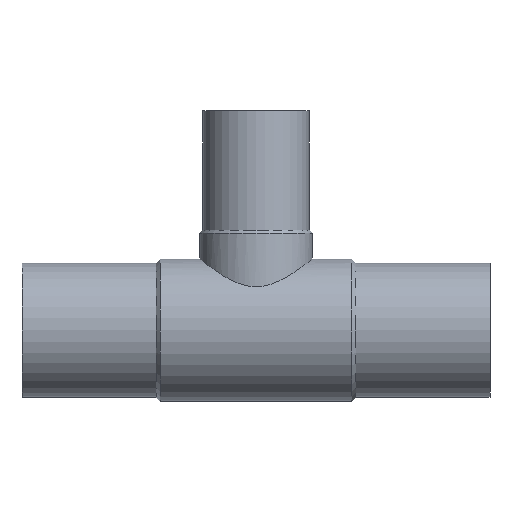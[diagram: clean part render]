
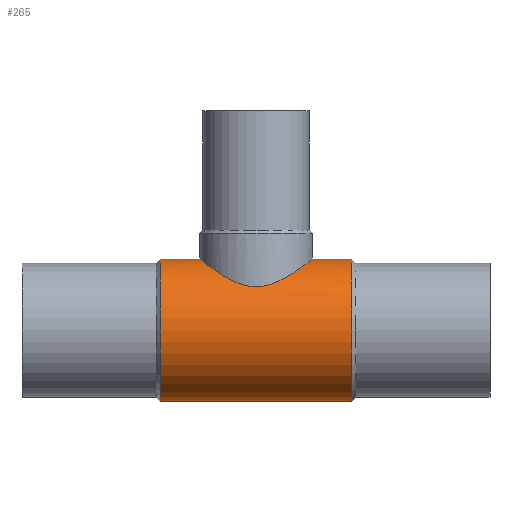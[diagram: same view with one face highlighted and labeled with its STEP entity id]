
A CAD part, top view. The second image highlights one B-rep face of the part: STEP entity #265.
In plain terms, the highlighted cylindrical face has radius 33.4 mm (diameter 66.8 mm), a partial arc.
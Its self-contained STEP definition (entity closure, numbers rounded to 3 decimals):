
#137 = VERTEX_POINT( '', #366 );
#149 = EDGE_CURVE( '', #291, #137, #379, .T. );
#171 = EDGE_CURVE( '', #217, #291, #402, .T. );
#199 = EDGE_CURVE( '', #303, #333, #431, .T. );
#207 = EDGE_CURVE( '', #257, #303, #441, .T. );
#217 = VERTEX_POINT( '', #452 );
#257 = VERTEX_POINT( '', #498 );
#265 = ADVANCED_FACE( '', ( #507 ), #508, .T. );
#279 = EDGE_CURVE( '', #137, #257, #522, .T. );
#291 = VERTEX_POINT( '', #534 );
#303 = VERTEX_POINT( '', #546 );
#333 = VERTEX_POINT( '', #586 );
#337 = EDGE_CURVE( '', #217, #333, #590, .T. );
#366 = CARTESIAN_POINT( '', ( -64.9, 33.4, 0. ) );
#379 = CIRCLE( '', #656, 33.4 );
#402 = LINE( '', #748, #749 );
#431 = LINE( '', #786, #787 );
#441 = B_SPLINE_CURVE_WITH_KNOTS( '', 3, ( #799, #800, #801, #802, #803, #804, #805, #806, #807, #808, #809, #810, #811, #812, #813, #814, #815, #816, #817, #818, #819, #820, #821, #822, #823, #824, #825, #826, #827, #828, #829, #830, #831, #832, #833, #834, #835, #836, #837, #838, #839, #840, #841, #842, #843, #844, #845, #846, #847, #848, #849, #850, #851, #852, #853, #854, #855, #856 ), .UNSPECIFIED., .F., .F., ( 4, 2, 2, 2, 2, 2, 2, 2, 2, 2, 2, 2, 2, 2, 2, 2, 2, 2, 2, 2, 2, 2, 2, 2, 2, 2, 2, 2, 4 ), ( 42.72, 45.35, 47.98, 50.61, 53.24, 55.87, 58.5, 61.13, 63.76, 66.47, 69.18, 74.6, 80.02, 82.73, 85.44, 88.15, 90.86, 96.28, 101.7, 104.41, 107.12, 109.75, 112.38, 115.009, 117.639, 120.269, 122.899, 125.529, 128.159 ), .UNSPECIFIED. );
#452 = CARTESIAN_POINT( '', ( -155.1, -33.4, 0. ) );
#498 = CARTESIAN_POINT( '', ( -83.5, 33.4, 0. ) );
#507 = FACE_OUTER_BOUND( '', #993, .T. );
#508 = CYLINDRICAL_SURFACE( '', #994, 33.4 );
#522 = LINE( '', #1017, #1018 );
#534 = CARTESIAN_POINT( '', ( -64.9, -33.4, 0. ) );
#546 = CARTESIAN_POINT( '', ( -136.5, 33.4, 0. ) );
#586 = CARTESIAN_POINT( '', ( -155.1, 33.4, 0. ) );
#590 = CIRCLE( '', #1126, 33.4 );
#656 = AXIS2_PLACEMENT_3D( '', #1166, #1167, #1168 );
#748 = CARTESIAN_POINT( '', ( -110., -33.4, 0. ) );
#749 = VECTOR( '', #1190, 1. );
#786 = CARTESIAN_POINT( '', ( -110., 33.4, 0. ) );
#787 = VECTOR( '', #1215, 1. );
#799 = CARTESIAN_POINT( '', ( -83.5, 33.4, 0. ) );
#800 = CARTESIAN_POINT( '', ( -83.5, 33.4, 0.877 ) );
#801 = CARTESIAN_POINT( '', ( -83.544, 33.365, 1.762 ) );
#802 = CARTESIAN_POINT( '', ( -83.721, 33.225, 3.532 ) );
#803 = CARTESIAN_POINT( '', ( -83.855, 33.119, 4.417 ) );
#804 = CARTESIAN_POINT( '', ( -84.212, 32.837, 6.169 ) );
#805 = CARTESIAN_POINT( '', ( -84.436, 32.662, 7.036 ) );
#806 = CARTESIAN_POINT( '', ( -84.966, 32.249, 8.738 ) );
#807 = CARTESIAN_POINT( '', ( -85.274, 32.01, 9.573 ) );
#808 = CARTESIAN_POINT( '', ( -85.965, 31.479, 11.197 ) );
#809 = CARTESIAN_POINT( '', ( -86.35, 31.186, 11.987 ) );
#810 = CARTESIAN_POINT( '', ( -87.186, 30.557, 13.51 ) );
#811 = CARTESIAN_POINT( '', ( -87.638, 30.221, 14.244 ) );
#812 = CARTESIAN_POINT( '', ( -88.596, 29.519, 15.647 ) );
#813 = CARTESIAN_POINT( '', ( -89.102, 29.153, 16.316 ) );
#814 = CARTESIAN_POINT( '', ( -90.156, 28.407, 17.582 ) );
#815 = CARTESIAN_POINT( '', ( -90.703, 28.027, 18.179 ) );
#816 = CARTESIAN_POINT( '', ( -91.838, 27.258, 19.314 ) );
#817 = CARTESIAN_POINT( '', ( -92.449, 26.854, 19.872 ) );
#818 = CARTESIAN_POINT( '', ( -93.734, 26.032, 20.937 ) );
#819 = CARTESIAN_POINT( '', ( -94.408, 25.614, 21.445 ) );
#820 = CARTESIAN_POINT( '', ( -96.516, 24.369, 22.876 ) );
#821 = CARTESIAN_POINT( '', ( -98.033, 23.548, 23.708 ) );
#822 = CARTESIAN_POINT( '', ( -101.233, 22.094, 25.068 ) );
#823 = CARTESIAN_POINT( '', ( -102.919, 21.462, 25.598 ) );
#824 = CARTESIAN_POINT( '', ( -105.528, 20.799, 26.135 ) );
#825 = CARTESIAN_POINT( '', ( -106.412, 20.625, 26.271 ) );
#826 = CARTESIAN_POINT( '', ( -108.196, 20.391, 26.454 ) );
#827 = CARTESIAN_POINT( '', ( -109.097, 20.33, 26.5 ) );
#828 = CARTESIAN_POINT( '', ( -110.903, 20.33, 26.5 ) );
#829 = CARTESIAN_POINT( '', ( -111.804, 20.391, 26.454 ) );
#830 = CARTESIAN_POINT( '', ( -113.588, 20.625, 26.271 ) );
#831 = CARTESIAN_POINT( '', ( -114.472, 20.799, 26.135 ) );
#832 = CARTESIAN_POINT( '', ( -117.081, 21.462, 25.598 ) );
#833 = CARTESIAN_POINT( '', ( -118.767, 22.094, 25.068 ) );
#834 = CARTESIAN_POINT( '', ( -121.967, 23.548, 23.708 ) );
#835 = CARTESIAN_POINT( '', ( -123.484, 24.369, 22.876 ) );
#836 = CARTESIAN_POINT( '', ( -125.592, 25.614, 21.445 ) );
#837 = CARTESIAN_POINT( '', ( -126.266, 26.032, 20.937 ) );
#838 = CARTESIAN_POINT( '', ( -127.551, 26.854, 19.872 ) );
#839 = CARTESIAN_POINT( '', ( -128.162, 27.258, 19.314 ) );
#840 = CARTESIAN_POINT( '', ( -129.297, 28.027, 18.179 ) );
#841 = CARTESIAN_POINT( '', ( -129.844, 28.407, 17.582 ) );
#842 = CARTESIAN_POINT( '', ( -130.898, 29.153, 16.316 ) );
#843 = CARTESIAN_POINT( '', ( -131.404, 29.519, 15.647 ) );
#844 = CARTESIAN_POINT( '', ( -132.362, 30.221, 14.244 ) );
#845 = CARTESIAN_POINT( '', ( -132.814, 30.557, 13.51 ) );
#846 = CARTESIAN_POINT( '', ( -133.65, 31.186, 11.987 ) );
#847 = CARTESIAN_POINT( '', ( -134.035, 31.479, 11.197 ) );
#848 = CARTESIAN_POINT( '', ( -134.726, 32.01, 9.573 ) );
#849 = CARTESIAN_POINT( '', ( -135.034, 32.249, 8.738 ) );
#850 = CARTESIAN_POINT( '', ( -135.564, 32.662, 7.036 ) );
#851 = CARTESIAN_POINT( '', ( -135.788, 32.837, 6.169 ) );
#852 = CARTESIAN_POINT( '', ( -136.145, 33.119, 4.417 ) );
#853 = CARTESIAN_POINT( '', ( -136.279, 33.225, 3.532 ) );
#854 = CARTESIAN_POINT( '', ( -136.456, 33.365, 1.762 ) );
#855 = CARTESIAN_POINT( '', ( -136.5, 33.4, 0.877 ) );
#856 = CARTESIAN_POINT( '', ( -136.5, 33.4, 0. ) );
#993 = EDGE_LOOP( '', ( #1317, #1318, #1319, #1320, #1321, #1322 ) );
#994 = AXIS2_PLACEMENT_3D( '', #1323, #1324, #1325 );
#1017 = CARTESIAN_POINT( '', ( -110., 33.4, 0. ) );
#1018 = VECTOR( '', #1335, 1. );
#1126 = AXIS2_PLACEMENT_3D( '', #1413, #1414, #1415 );
#1166 = CARTESIAN_POINT( '', ( -64.9, 0., 0. ) );
#1167 = DIRECTION( '', ( -1., 0., 0. ) );
#1168 = DIRECTION( '', ( 0., 1., 0. ) );
#1190 = DIRECTION( '', ( 1., 0., 0. ) );
#1215 = DIRECTION( '', ( -1., 0., 0. ) );
#1317 = ORIENTED_EDGE( '', *, *, #279, .T. );
#1318 = ORIENTED_EDGE( '', *, *, #207, .T. );
#1319 = ORIENTED_EDGE( '', *, *, #199, .T. );
#1320 = ORIENTED_EDGE( '', *, *, #337, .F. );
#1321 = ORIENTED_EDGE( '', *, *, #171, .T. );
#1322 = ORIENTED_EDGE( '', *, *, #149, .T. );
#1323 = CARTESIAN_POINT( '', ( -110., 0., 0. ) );
#1324 = DIRECTION( '', ( 1., 0., 0. ) );
#1325 = DIRECTION( '', ( 0., 1., 0. ) );
#1335 = DIRECTION( '', ( -1., 0., 0. ) );
#1413 = CARTESIAN_POINT( '', ( -155.1, 0., 0. ) );
#1414 = DIRECTION( '', ( -1., 0., 0. ) );
#1415 = DIRECTION( '', ( 0., 1., 0. ) );
